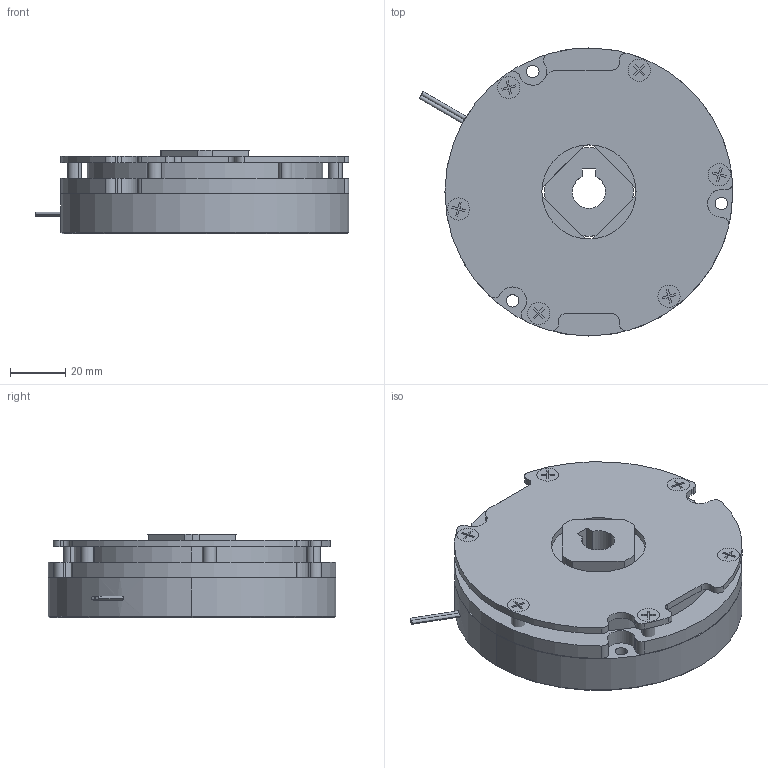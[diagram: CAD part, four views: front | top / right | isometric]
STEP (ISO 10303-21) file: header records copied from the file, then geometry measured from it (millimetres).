
FILE_DESCRIPTION (( 'STEP AP203' ), '1' );
FILE_NAME ('YPP616653.STEP', '2020-12-24T06:08:24', ( '' ), ( '' ), 'SwSTEP 2.0', 'SolidWorks 2016', '' );
FILE_SCHEMA (( 'CONFIG_CONTROL_DESIGN' ));
Length unit declared in the file: millimetre
Products named in the file (1): YPP616653
Bounding box: 113.35 x 104 x 30 mm (x, y, z)
Volume: 201338.3 mm3; surface area: 71356.2 mm2
Topology: 11 solids, 11 shells, 296 faces, 724 edges, 466 vertices
Faces by surface type: plane 137, cylinder 133, cone 26
Entity records: 8869 total; most frequent: DIRECTION 1578, CARTESIAN_POINT 1539, ORIENTED_EDGE 1448, EDGE_CURVE 724, AXIS2_PLACEMENT_3D 561, VERTEX_POINT 466, VECTOR 456, LINE 456
